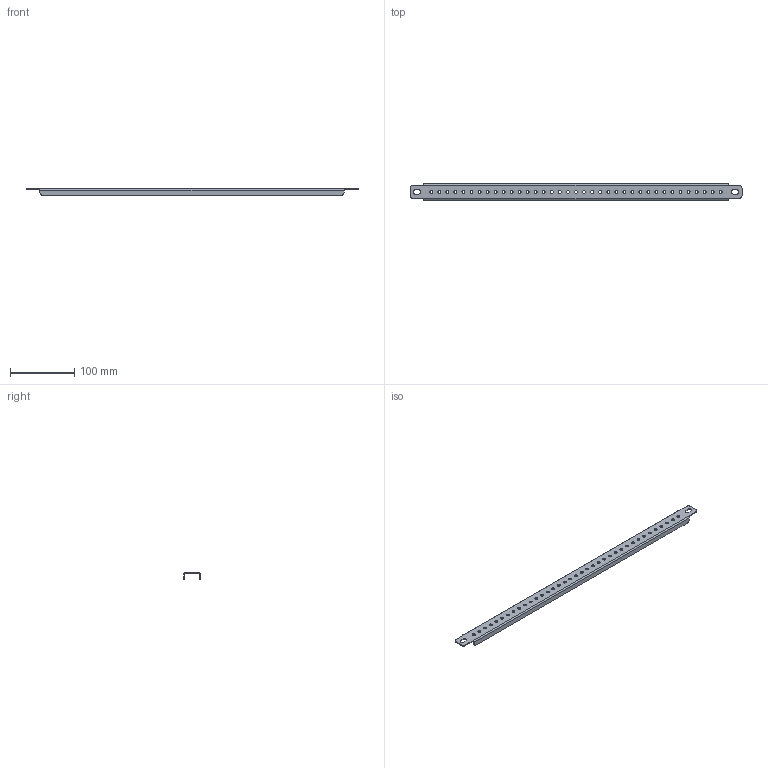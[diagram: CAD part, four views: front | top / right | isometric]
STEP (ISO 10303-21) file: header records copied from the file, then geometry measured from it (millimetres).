
FILE_DESCRIPTION (( 'STEP AP214' ), '1' );
FILE_NAME ('497.160.STEP', '2024-04-26T03:54:41', ( '' ), ( '' ), 'SwSTEP 2.0', 'SolidWorks 2021', '' );
FILE_SCHEMA (( 'AUTOMOTIVE_DESIGN' ));
Length unit declared in the file: millimetre
Products named in the file (1): 497.160
Bounding box: 516.3 x 25 x 10 mm (x, y, z)
Volume: 29222.2 mm3; surface area: 41503.2 mm2
Topology: 1 solids, 1 shells, 114 faces, 328 edges, 216 vertices
Faces by surface type: cylinder 92, plane 22
Entity records: 4022 total; most frequent: DIRECTION 742, CARTESIAN_POINT 659, ORIENTED_EDGE 656, EDGE_CURVE 328, AXIS2_PLACEMENT_3D 299, VERTEX_POINT 216, EDGE_LOOP 192, CIRCLE 184
